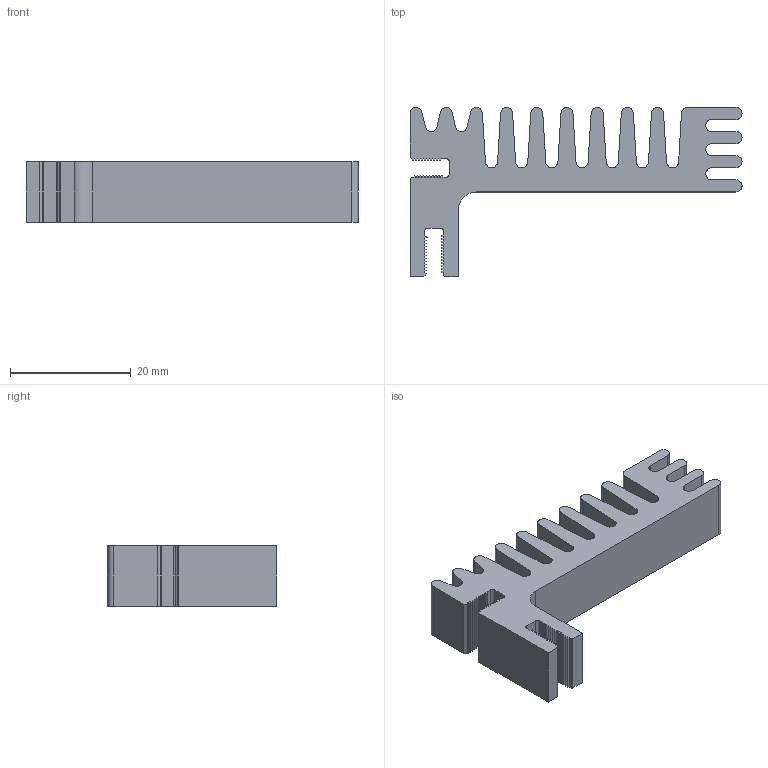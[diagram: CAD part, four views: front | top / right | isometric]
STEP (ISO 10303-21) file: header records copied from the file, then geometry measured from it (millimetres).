
FILE_DESCRIPTION((''),'2;1');
FILE_NAME('SK096.stp','2013-05-22T10:52:30',('Lochen'),(''),'Autodesk Inventor 2012','Autodesk Inventor 2012','');
FILE_SCHEMA(('AUTOMOTIVE_DESIGN { 1 0 10303 214 1 1 1 1 }'));
Length unit declared in the file: millimetre
Products named in the file (1): SK096
Bounding box: 55 x 28 x 10 mm (x, y, z)
Volume: 6112.1 mm3; surface area: 4910.1 mm2
Topology: 1 solids, 1 shells, 254 faces, 756 edges, 504 vertices
Faces by surface type: plane 135, cylinder 119
Entity records: 8611 total; most frequent: CARTESIAN_POINT 1515, ORIENTED_EDGE 1512, DIRECTION 1504, EDGE_CURVE 756, VECTOR 518, LINE 518, VERTEX_POINT 504, AXIS2_PLACEMENT_3D 493
